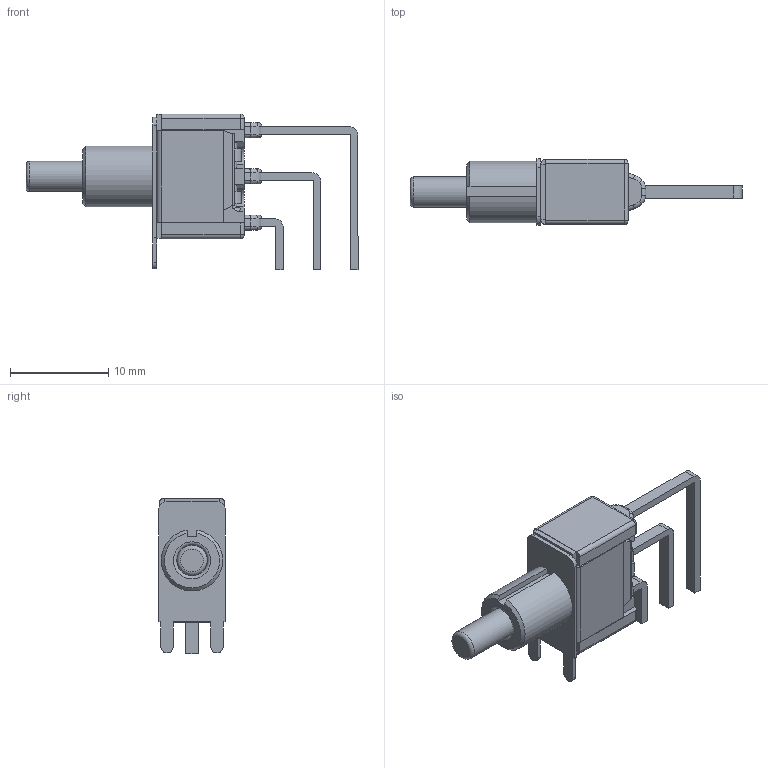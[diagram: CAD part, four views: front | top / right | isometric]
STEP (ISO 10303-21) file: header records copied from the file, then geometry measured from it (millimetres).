
FILE_DESCRIPTION(/* description */ (''),/* implementation_level */ '2;1');
FILE_NAME(/* name */ 'PB_C&K_8125SD9AV2BE.stp',/* time_stamp */ '2017-09-19T11:51:11+02:00',/* author */ ('jchouvet'),/* organization */ (''),/* preprocessor_version */ 'ST-DEVELOPER v16.1',/* originating_system */ 'AutoCAD Mechanical',/* authorisation */ '');
FILE_SCHEMA (('AUTOMOTIVE_DESIGN { 1 0 10303 214 3 1 1 }'));
Length unit declared in the file: millimetre
Products named in the file (1): Product
Bounding box: 33.81 x 6.76 x 15.88 mm (x, y, z)
Volume: 1087.5 mm3; surface area: 1885 mm2
Topology: 19 solids, 19 shells, 258 faces, 600 edges, 380 vertices
Faces by surface type: plane 150, cylinder 75, torus 26, bspline 6, cone 1
Full cylindrical faces by diameter (mm): 3.073 x1, 3.15 x1
Entity records: 7629 total; most frequent: CARTESIAN_POINT 1665, DIRECTION 1241, ORIENTED_EDGE 1192, EDGE_CURVE 596, AXIS2_PLACEMENT_3D 424, LINE 393, VECTOR 393, VERTEX_POINT 380
